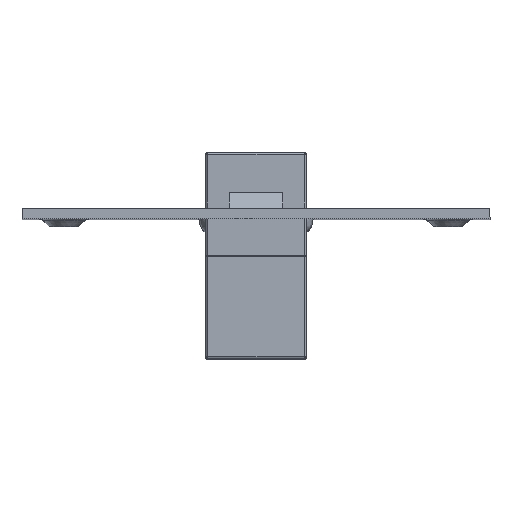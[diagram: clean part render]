
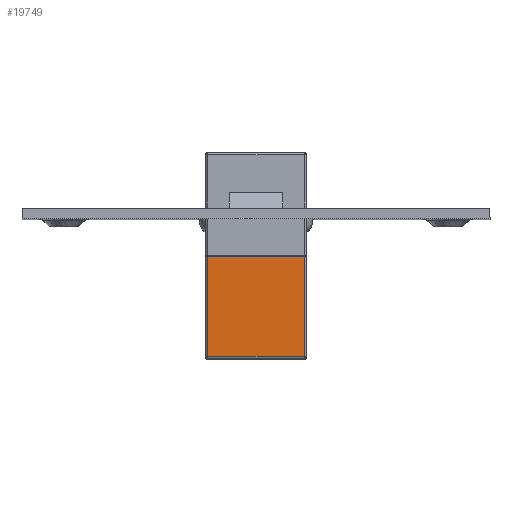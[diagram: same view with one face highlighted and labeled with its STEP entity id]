
A CAD part, top view. The second image highlights one B-rep face of the part: STEP entity #19749.
In plain terms, the highlighted face is planar.
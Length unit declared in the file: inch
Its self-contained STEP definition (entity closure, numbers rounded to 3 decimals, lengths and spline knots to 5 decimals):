
#398 = VECTOR ( 'NONE', #15702, 39.37008 ) ;
#476 = VECTOR ( 'NONE', #3914, 39.37008 ) ;
#1224 = DIRECTION ( 'NONE',  ( 0., 0., 1. ) ) ;
#1861 = CARTESIAN_POINT ( 'NONE',  ( -0.27559, -0.57874, -0.31693 ) ) ;
#1944 = VERTEX_POINT ( 'NONE', #7884 ) ;
#2392 = CARTESIAN_POINT ( 'NONE',  ( -0.27559, 0.59055, -0.31693 ) ) ;
#2511 = CARTESIAN_POINT ( 'NONE',  ( 0.27559, -0.57874, -0.31693 ) ) ;
#3767 = CARTESIAN_POINT ( 'NONE',  ( -0.27559, -0.00197, -0.31693 ) ) ;
#3914 = DIRECTION ( 'NONE',  ( 0., 1., 0. ) ) ;
#4644 = LINE ( 'NONE', #12477, #398 ) ;
#4990 = FACE_OUTER_BOUND ( 'NONE', #7169, .T. ) ;
#5121 = EDGE_CURVE ( 'NONE', #1944, #20596, #14987, .T. ) ;
#5550 = EDGE_CURVE ( 'NONE', #14794, #12278, #8475, .T. ) ;
#7169 = EDGE_LOOP ( 'NONE', ( #17947, #14385, #7581, #20606 ) ) ;
#7442 = PLANE ( 'NONE',  #18057 ) ;
#7581 = ORIENTED_EDGE ( 'NONE', *, *, #15708, .T. ) ;
#7884 = CARTESIAN_POINT ( 'NONE',  ( 0.27559, -0.00197, -0.31693 ) ) ;
#8295 = CARTESIAN_POINT ( 'NONE',  ( -0.2874, -0.00197, -0.31693 ) ) ;
#8475 = LINE ( 'NONE', #2392, #476 ) ;
#9895 = DIRECTION ( 'NONE',  ( -1., 0., 0. ) ) ;
#10255 = VECTOR ( 'NONE', #10928, 39.37008 ) ;
#10828 = CARTESIAN_POINT ( 'NONE',  ( -0.2874, 0.59055, -0.31693 ) ) ;
#10928 = DIRECTION ( 'NONE',  ( 0., -1., 0. ) ) ;
#12278 = VERTEX_POINT ( 'NONE', #3767 ) ;
#12345 = VECTOR ( 'NONE', #9895, 39.37008 ) ;
#12394 = DIRECTION ( 'NONE',  ( 1., 0., 0. ) ) ;
#12477 = CARTESIAN_POINT ( 'NONE',  ( -0.2874, -0.57874, -0.31693 ) ) ;
#12854 = LINE ( 'NONE', #8295, #12345 ) ;
#14385 = ORIENTED_EDGE ( 'NONE', *, *, #5121, .T. ) ;
#14794 = VERTEX_POINT ( 'NONE', #1861 ) ;
#14987 = LINE ( 'NONE', #20450, #10255 ) ;
#15702 = DIRECTION ( 'NONE',  ( -1., 0., 0. ) ) ;
#15708 = EDGE_CURVE ( 'NONE', #20596, #14794, #4644, .T. ) ;
#17429 = EDGE_CURVE ( 'NONE', #1944, #12278, #12854, .T. ) ;
#17947 = ORIENTED_EDGE ( 'NONE', *, *, #17429, .F. ) ;
#18057 = AXIS2_PLACEMENT_3D ( 'NONE', #10828, #1224, #12394 ) ;
#19749 = ADVANCED_FACE ( 'NONE', ( #4990 ), #7442, .F. ) ;
#20450 = CARTESIAN_POINT ( 'NONE',  ( 0.27559, 0.59055, -0.31693 ) ) ;
#20596 = VERTEX_POINT ( 'NONE', #2511 ) ;
#20606 = ORIENTED_EDGE ( 'NONE', *, *, #5550, .T. ) ;
